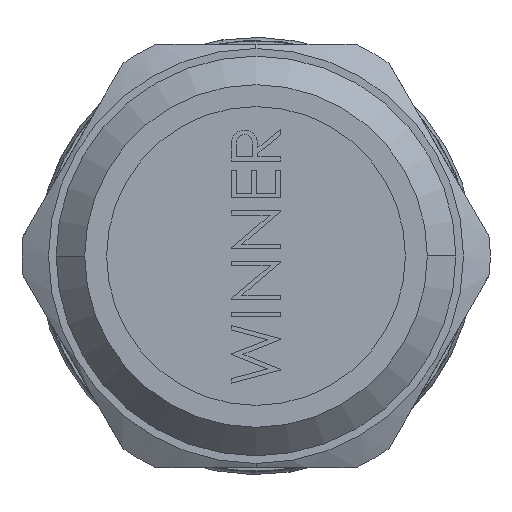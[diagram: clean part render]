
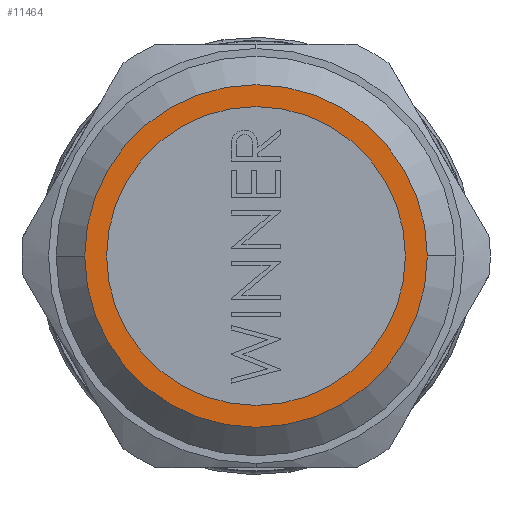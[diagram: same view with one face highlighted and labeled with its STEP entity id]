
A CAD part, left-side view. The second image highlights one B-rep face of the part: STEP entity #11464.
In plain terms, the highlighted planar face has unit normal (-1, 0, 0).
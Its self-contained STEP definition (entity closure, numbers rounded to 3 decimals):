
#102 = ORIENTED_EDGE ( 'NONE', *, *, #5681, .F. ) ;
#341 = EDGE_LOOP ( 'NONE', ( #8267, #6782 ) ) ;
#351 = DIRECTION ( 'NONE',  ( 0., 0., -1. ) ) ;
#956 = CIRCLE ( 'NONE', #4113, 7.85 ) ;
#1271 = DIRECTION ( 'NONE',  ( 1., 0., 0. ) ) ;
#1788 = CARTESIAN_POINT ( 'NONE',  ( -24.65, 0., 7.85 ) ) ;
#1823 = PLANE ( 'NONE',  #7600 ) ;
#1868 = DIRECTION ( 'NONE',  ( 0., -1., 0. ) ) ;
#2042 = CIRCLE ( 'NONE', #9356, 9. ) ;
#2311 = VERTEX_POINT ( 'NONE', #1788 ) ;
#2323 = DIRECTION ( 'NONE',  ( 0., 1., 0. ) ) ;
#2697 = EDGE_CURVE ( 'NONE', #7211, #2311, #956, .T. ) ;
#3223 = CARTESIAN_POINT ( 'NONE',  ( -24.65, 0., 0. ) ) ;
#3298 = DIRECTION ( 'NONE',  ( 0., 0., -1. ) ) ;
#3631 = EDGE_CURVE ( 'NONE', #5093, #12782, #2042, .T. ) ;
#4113 = AXIS2_PLACEMENT_3D ( 'NONE', #7625, #12585, #351 ) ;
#4950 = ORIENTED_EDGE ( 'NONE', *, *, #2697, .F. ) ;
#5093 = VERTEX_POINT ( 'NONE', #12994 ) ;
#5638 = CARTESIAN_POINT ( 'NONE',  ( -24.65, 0., -7.85 ) ) ;
#5681 = EDGE_CURVE ( 'NONE', #2311, #7211, #12984, .T. ) ;
#6782 = ORIENTED_EDGE ( 'NONE', *, *, #12190, .F. ) ;
#6927 = DIRECTION ( 'NONE',  ( -1., 0., 0. ) ) ;
#7211 = VERTEX_POINT ( 'NONE', #5638 ) ;
#7342 = FACE_OUTER_BOUND ( 'NONE', #341, .T. ) ;
#7600 = AXIS2_PLACEMENT_3D ( 'NONE', #12019, #6927, #1868 ) ;
#7625 = CARTESIAN_POINT ( 'NONE',  ( -24.65, 0., 0. ) ) ;
#8267 = ORIENTED_EDGE ( 'NONE', *, *, #3631, .F. ) ;
#8512 = DIRECTION ( 'NONE',  ( 1., 0., 0. ) ) ;
#9356 = AXIS2_PLACEMENT_3D ( 'NONE', #11628, #8512, #11680 ) ;
#10345 = CARTESIAN_POINT ( 'NONE',  ( -24.65, 0., 0. ) ) ;
#11329 = CIRCLE ( 'NONE', #12080, 9. ) ;
#11464 = ADVANCED_FACE ( 'NONE', ( #7342, #12446 ), #1823, .T. ) ;
#11488 = DIRECTION ( 'NONE',  ( -1., 0., 0. ) ) ;
#11628 = CARTESIAN_POINT ( 'NONE',  ( -24.65, 0., 0. ) ) ;
#11642 = EDGE_LOOP ( 'NONE', ( #4950, #102 ) ) ;
#11680 = DIRECTION ( 'NONE',  ( 0., 1., 0. ) ) ;
#12019 = CARTESIAN_POINT ( 'NONE',  ( -24.65, 0., 0. ) ) ;
#12080 = AXIS2_PLACEMENT_3D ( 'NONE', #10345, #1271, #2323 ) ;
#12190 = EDGE_CURVE ( 'NONE', #12782, #5093, #11329, .T. ) ;
#12412 = AXIS2_PLACEMENT_3D ( 'NONE', #3223, #11488, #3298 ) ;
#12446 = FACE_BOUND ( 'NONE', #11642, .T. ) ;
#12585 = DIRECTION ( 'NONE',  ( -1., 0., 0. ) ) ;
#12782 = VERTEX_POINT ( 'NONE', #13187 ) ;
#12984 = CIRCLE ( 'NONE', #12412, 7.85 ) ;
#12994 = CARTESIAN_POINT ( 'NONE',  ( -24.65, 9., 0. ) ) ;
#13187 = CARTESIAN_POINT ( 'NONE',  ( -24.65, -9., 0. ) ) ;
